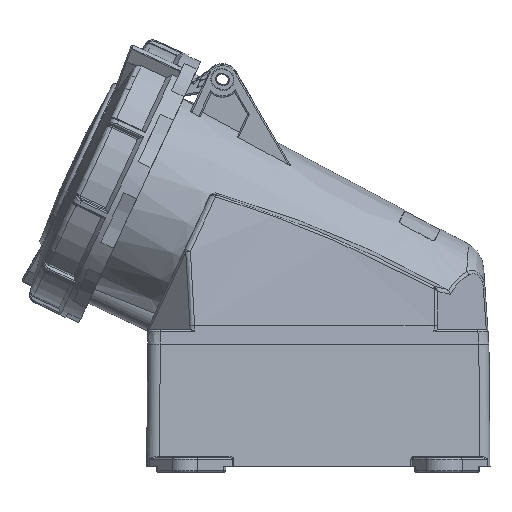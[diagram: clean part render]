
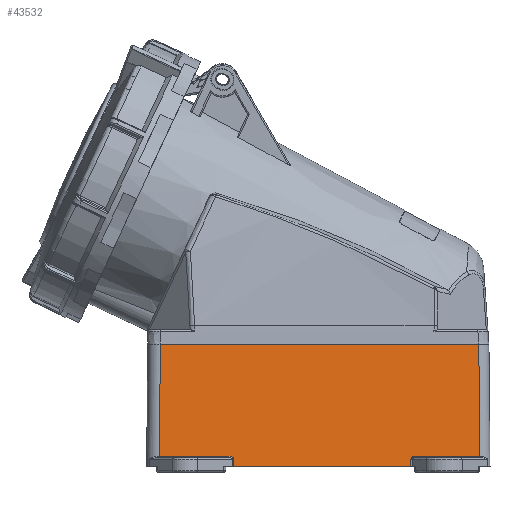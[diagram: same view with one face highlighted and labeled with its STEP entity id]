
A CAD part, front view. The second image highlights one B-rep face of the part: STEP entity #43532.
In plain terms, the highlighted planar face has unit normal (0.11, -0.994, 0.009).
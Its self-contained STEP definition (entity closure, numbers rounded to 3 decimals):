
#196 = VERTEX_POINT ( 'NONE', #24273 ) ;
#384 = EDGE_CURVE ( 'NONE', #51869, #2900, #31178, .T. ) ;
#843 = VERTEX_POINT ( 'NONE', #24344 ) ;
#979 = CARTESIAN_POINT ( 'NONE',  ( -171.904, 1364.399, 3.131 ) ) ;
#1546 = CARTESIAN_POINT ( 'NONE',  ( -172.063, 1364.38, 2.919 ) ) ;
#2097 = PLANE ( 'NONE',  #34155 ) ;
#2513 = VECTOR ( 'NONE', #30922, 1000. ) ;
#2900 = VERTEX_POINT ( 'NONE', #28241 ) ;
#3964 = CARTESIAN_POINT ( 'NONE',  ( -171.026, 1364.499, 3.496 ) ) ;
#3997 = EDGE_CURVE ( 'NONE', #843, #11817, #48765, .T. ) ;
#4163 = CARTESIAN_POINT ( 'NONE',  ( -260.316, 1354.987, 43. ) ) ;
#5034 = CARTESIAN_POINT ( 'NONE',  ( -171.509, 1364.445, 3.4 ) ) ;
#5616 = CARTESIAN_POINT ( 'NONE',  ( -171.524, 1364.443, 3.394 ) ) ;
#5897 = ORIENTED_EDGE ( 'NONE', *, *, #54705, .F. ) ;
#6816 = VECTOR ( 'NONE', #48818, 1000. ) ;
#6850 = LINE ( 'NONE', #19653, #47948 ) ;
#7018 = CARTESIAN_POINT ( 'NONE',  ( -234.533, 1357.48, 2.71 ) ) ;
#7308 = DIRECTION ( 'NONE',  ( 0.11, -0.994, 0.009 ) ) ;
#8445 = EDGE_CURVE ( 'NONE', #54647, #196, #51403, .T. ) ;
#8933 = ORIENTED_EDGE ( 'NONE', *, *, #54035, .T. ) ;
#11502 = CARTESIAN_POINT ( 'NONE',  ( -147.971, 1367.045, 3.496 ) ) ;
#11528 = VECTOR ( 'NONE', #34243, 1000. ) ;
#11817 = VERTEX_POINT ( 'NONE', #21647 ) ;
#12059 = VERTEX_POINT ( 'NONE', #20646 ) ;
#12227 = FACE_OUTER_BOUND ( 'NONE', #34700, .T. ) ;
#12975 = CARTESIAN_POINT ( 'NONE',  ( -171.949, 1364.394, 3.08 ) ) ;
#14050 = DIRECTION ( 'NONE',  ( -0.994, -0.11, 0. ) ) ;
#15599 = CARTESIAN_POINT ( 'NONE',  ( -234.535, 1357.478, 2.496 ) ) ;
#15748 = CARTESIAN_POINT ( 'NONE',  ( -200.513, 1361.59, 43.004 ) ) ;
#16910 = CARTESIAN_POINT ( 'NONE',  ( -172.175, 1364.364, 2.502 ) ) ;
#16946 = ORIENTED_EDGE ( 'NONE', *, *, #8445, .T. ) ;
#17042 = CARTESIAN_POINT ( 'NONE',  ( -172.147, 1364.369, 2.742 ) ) ;
#17228 = VERTEX_POINT ( 'NONE', #36022 ) ;
#17280 = CARTESIAN_POINT ( 'NONE',  ( -147.971, 1367.045, 3.496 ) ) ;
#17337 = VECTOR ( 'NONE', #47917, 1000. ) ;
#17428 = EDGE_CURVE ( 'NONE', #21082, #12059, #29331, .T. ) ;
#19653 = CARTESIAN_POINT ( 'NONE',  ( -172.164, 1364.343, 0. ) ) ;
#20214 = ORIENTED_EDGE ( 'NONE', *, *, #52024, .T. ) ;
#20646 = CARTESIAN_POINT ( 'NONE',  ( -171.026, 1364.499, 3.496 ) ) ;
#21082 = VERTEX_POINT ( 'NONE', #11502 ) ;
#21107 = ORIENTED_EDGE ( 'NONE', *, *, #42657, .T. ) ;
#21647 = CARTESIAN_POINT ( 'NONE',  ( -172.164, 1364.343, 0. ) ) ;
#23336 = CARTESIAN_POINT ( 'NONE',  ( -171.189, 1364.481, 3.496 ) ) ;
#24273 = CARTESIAN_POINT ( 'NONE',  ( -234.561, 1357.453, 0. ) ) ;
#24344 = CARTESIAN_POINT ( 'NONE',  ( -172.175, 1364.364, 2.499 ) ) ;
#24622 = B_SPLINE_CURVE_WITH_KNOTS ( 'NONE', 3,
 ( #42107, #56025, #37498, #38355, #7018, #41839 ),
 .UNSPECIFIED., .F., .F.,
 ( 4, 2, 4 ),
 ( 0., 0.5, 1. ),
 .UNSPECIFIED. ) ;
#25341 = DIRECTION ( 'NONE',  ( -0.011, -0.01, -1. ) ) ;
#26245 = LINE ( 'NONE', #4163, #6816 ) ;
#28235 = VERTEX_POINT ( 'NONE', #32400 ) ;
#28241 = CARTESIAN_POINT ( 'NONE',  ( -260.66, 1354.602, 3.496 ) ) ;
#29085 = LINE ( 'NONE', #32591, #47002 ) ;
#29331 = LINE ( 'NONE', #30187, #11528 ) ;
#30015 = CARTESIAN_POINT ( 'NONE',  ( -236.176, 1357.306, 3.496 ) ) ;
#30187 = CARTESIAN_POINT ( 'NONE',  ( -147.971, 1367.045, 3.496 ) ) ;
#30684 = CARTESIAN_POINT ( 'NONE',  ( -171.801, 1364.411, 3.228 ) ) ;
#30922 = DIRECTION ( 'NONE',  ( -0.009, 0.008, 1. ) ) ;
#31178 = LINE ( 'NONE', #36094, #46751 ) ;
#31253 = ORIENTED_EDGE ( 'NONE', *, *, #51103, .T. ) ;
#32331 = CARTESIAN_POINT ( 'NONE',  ( -171.344, 1364.464, 3.466 ) ) ;
#32400 = CARTESIAN_POINT ( 'NONE',  ( -260.316, 1354.987, 43. ) ) ;
#32591 = CARTESIAN_POINT ( 'NONE',  ( -260.316, 1354.987, 43. ) ) ;
#33370 = EDGE_CURVE ( 'NONE', #28235, #17228, #26245, .T. ) ;
#33710 = DIRECTION ( 'NONE',  ( 0., -0.009, -1. ) ) ;
#34155 = AXIS2_PLACEMENT_3D ( 'NONE', #15748, #7308, #33710 ) ;
#34243 = DIRECTION ( 'NONE',  ( -0.994, -0.11, 0. ) ) ;
#34700 = EDGE_LOOP ( 'NONE', ( #16946, #5897, #37983, #8933, #37375, #31253, #48223, #20214, #52476, #21107 ) ) ;
#36022 = CARTESIAN_POINT ( 'NONE',  ( -148.315, 1367.354, 43. ) ) ;
#36094 = CARTESIAN_POINT ( 'NONE',  ( -236.176, 1357.306, 3.496 ) ) ;
#37375 = ORIENTED_EDGE ( 'NONE', *, *, #17428, .F. ) ;
#37498 = CARTESIAN_POINT ( 'NONE',  ( -235.174, 1357.415, 3.327 ) ) ;
#37983 = ORIENTED_EDGE ( 'NONE', *, *, #3997, .F. ) ;
#38355 = CARTESIAN_POINT ( 'NONE',  ( -234.658, 1357.468, 2.952 ) ) ;
#39089 = CARTESIAN_POINT ( 'NONE',  ( -172.176, 1364.365, 2.622 ) ) ;
#39357 = CARTESIAN_POINT ( 'NONE',  ( -171.716, 1364.421, 3.293 ) ) ;
#41839 = CARTESIAN_POINT ( 'NONE',  ( -234.535, 1357.478, 2.496 ) ) ;
#42106 = DIRECTION ( 'NONE',  ( -0.009, -0.01, -1. ) ) ;
#42107 = CARTESIAN_POINT ( 'NONE',  ( -236.176, 1357.306, 3.496 ) ) ;
#42312 = B_SPLINE_CURVE_WITH_KNOTS ( 'NONE', 3,
 ( #43412, #39089, #17042, #1546, #45615, #12975, #979, #45345, #30684, #39357, #45052, #44758, #5616, #5034, #32331, #23336, #3964 ),
 .UNSPECIFIED., .F., .F.,
 ( 4, 2, 1, 2, 2, 1, 1, 2, 2, 4 ),
 ( 0., 0.25, 0.375, 0.437, 0.5, 0.625, 0.687, 0.719, 0.75, 1. ),
 .UNSPECIFIED. ) ;
#42657 = EDGE_CURVE ( 'NONE', #51869, #54647, #24622, .T. ) ;
#43412 = CARTESIAN_POINT ( 'NONE',  ( -172.175, 1364.364, 2.499 ) ) ;
#43532 = ADVANCED_FACE ( 'NONE', ( #12227 ), #2097, .T. ) ;
#44758 = CARTESIAN_POINT ( 'NONE',  ( -171.558, 1364.44, 3.379 ) ) ;
#45052 = CARTESIAN_POINT ( 'NONE',  ( -171.607, 1364.434, 3.355 ) ) ;
#45345 = CARTESIAN_POINT ( 'NONE',  ( -171.881, 1364.402, 3.154 ) ) ;
#45615 = CARTESIAN_POINT ( 'NONE',  ( -172.013, 1364.386, 3.003 ) ) ;
#46751 = VECTOR ( 'NONE', #14050, 1000. ) ;
#47002 = VECTOR ( 'NONE', #42106, 1000. ) ;
#47917 = DIRECTION ( 'NONE',  ( 0.005, -0.008, -1. ) ) ;
#47948 = VECTOR ( 'NONE', #50366, 1000. ) ;
#48223 = ORIENTED_EDGE ( 'NONE', *, *, #33370, .F. ) ;
#48765 = LINE ( 'NONE', #16910, #17337 ) ;
#48818 = DIRECTION ( 'NONE',  ( 0.994, 0.11, 0. ) ) ;
#50366 = DIRECTION ( 'NONE',  ( -0.994, -0.11, 0. ) ) ;
#51103 = EDGE_CURVE ( 'NONE', #21082, #17228, #56717, .T. ) ;
#51118 = CARTESIAN_POINT ( 'NONE',  ( -234.535, 1357.478, 2.499 ) ) ;
#51403 = LINE ( 'NONE', #51118, #57361 ) ;
#51869 = VERTEX_POINT ( 'NONE', #30015 ) ;
#52024 = EDGE_CURVE ( 'NONE', #28235, #2900, #29085, .T. ) ;
#52476 = ORIENTED_EDGE ( 'NONE', *, *, #384, .F. ) ;
#54035 = EDGE_CURVE ( 'NONE', #843, #12059, #42312, .T. ) ;
#54647 = VERTEX_POINT ( 'NONE', #15599 ) ;
#54705 = EDGE_CURVE ( 'NONE', #11817, #196, #6850, .T. ) ;
#56025 = CARTESIAN_POINT ( 'NONE',  ( -235.628, 1357.366, 3.495 ) ) ;
#56717 = LINE ( 'NONE', #17280, #2513 ) ;
#57361 = VECTOR ( 'NONE', #25341, 1000. ) ;
